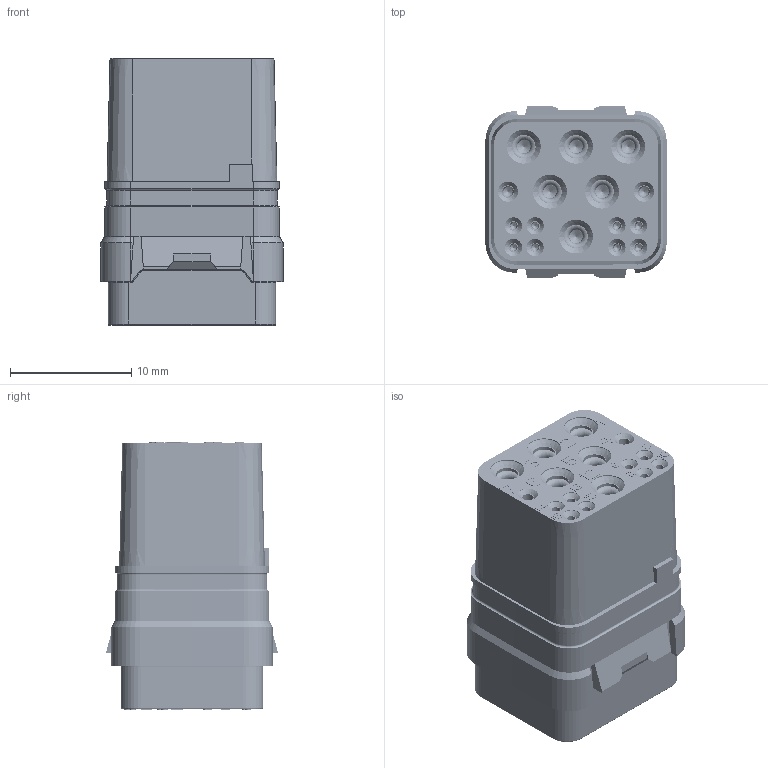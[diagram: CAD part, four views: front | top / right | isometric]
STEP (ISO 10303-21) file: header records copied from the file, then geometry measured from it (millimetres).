
FILE_DESCRIPTION((''),'2;1');
FILE_NAME('SIMM1602SNC','2020-01-14T',('presta_be4'),(''),'CREO PARAMETRIC BY PTC INC, 2018360','CREO PARAMETRIC BY PTC INC, 2018360','');
FILE_SCHEMA(('CONFIG_CONTROL_DESIGN'));
Products named in the file (1): SIMM1602SNC
Bounding box: 15 x 14.1 x 22.05 mm (x, y, z)
Volume: 2623.2 mm3; surface area: 6150.3 mm2
Topology: 17 solids, 27 shells, 4056 faces, 10280 edges, 6358 vertices
Faces by surface type: plane 1940, cylinder 908, torus 596, cone 564, bspline 32, sphere 16
Entity records: 124447 total; most frequent: CARTESIAN_POINT 26146, DIRECTION 20745, ORIENTED_EDGE 20416, EDGE_CURVE 10208, AXIS2_PLACEMENT_3D 7289, VERTEX_POINT 6358, VECTOR 6167, LINE 6167
